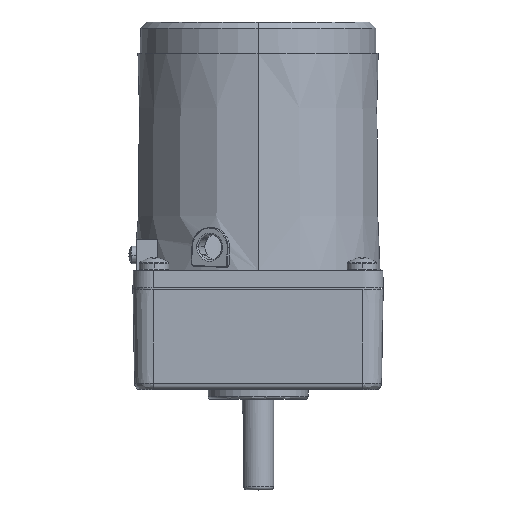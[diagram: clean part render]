
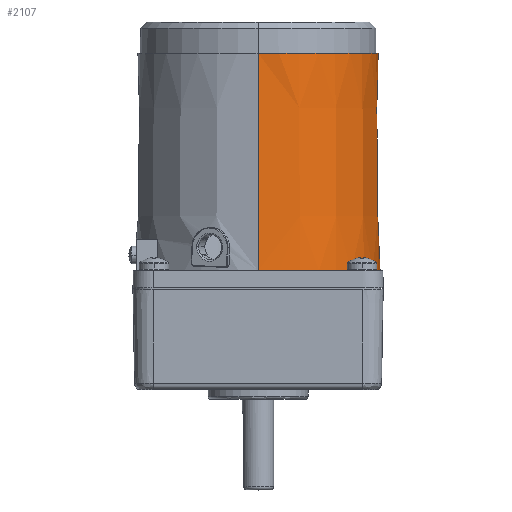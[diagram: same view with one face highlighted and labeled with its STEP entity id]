
A CAD part, top view. The second image highlights one B-rep face of the part: STEP entity #2107.
In plain terms, the highlighted conical face has half-angle 0.5 degrees and reference radius 39 mm.
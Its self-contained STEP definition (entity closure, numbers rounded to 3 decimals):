
#2107 = ADVANCED_FACE ( 'NONE', ( #10702 ), #10704, .T. ) ;
#2108 = ORIENTED_EDGE ( 'NONE', *, *, #2109, .T. ) ;
#2109 = EDGE_CURVE ( 'NONE', #2110, #2111, #10747, .T. ) ;
#2110 = VERTEX_POINT ( 'NONE', #10742 ) ;
#2111 = VERTEX_POINT ( 'NONE', #10741 ) ;
#2112 = ORIENTED_EDGE ( 'NONE', *, *, #2113, .T. ) ;
#2113 = EDGE_CURVE ( 'NONE', #2111, #2114, #10740, .T. ) ;
#2114 = VERTEX_POINT ( 'NONE', #10736 ) ;
#2115 = ORIENTED_EDGE ( 'NONE', *, *, #2116, .T. ) ;
#2116 = EDGE_CURVE ( 'NONE', #2114, #2117, #10735, .T. ) ;
#2117 = VERTEX_POINT ( 'NONE', #10730 ) ;
#2118 = ORIENTED_EDGE ( 'NONE', *, *, #2119, .F. ) ;
#2119 = EDGE_CURVE ( 'NONE', #2110, #2117, #10729, .T. ) ;
#2135 = EDGE_LOOP ( 'NONE', ( #2108, #2112, #2115, #2118 ) ) ;
#10698 = DIRECTION ( 'NONE',  ( 0., -1., 0. ) ) ;
#10699 = CARTESIAN_POINT ( 'NONE',  ( 0., 0., 0. ) ) ;
#10700 = AXIS2_PLACEMENT_3D ( 'NONE', #10699, #10698, #10748 ) ;
#10702 = FACE_OUTER_BOUND ( 'NONE', #2135, .T. ) ;
#10704 = CONICAL_SURFACE ( 'NONE', #10700, 39., 0.009 ) ;
#10729 = LINE ( 'NONE', #10781, #10780 ) ;
#10730 = CARTESIAN_POINT ( 'NONE',  ( 0., 0., -39. ) ) ;
#10731 = DIRECTION ( 'NONE',  ( 0., 0., -1. ) ) ;
#10732 = DIRECTION ( 'NONE',  ( 0., 1., 0. ) ) ;
#10733 = CARTESIAN_POINT ( 'NONE',  ( 0., 0., 0. ) ) ;
#10734 = AXIS2_PLACEMENT_3D ( 'NONE', #10733, #10732, #10731 ) ;
#10735 = CIRCLE ( 'NONE', #10734, 39. ) ;
#10736 = CARTESIAN_POINT ( 'NONE',  ( 0., 0., 39. ) ) ;
#10737 = DIRECTION ( 'NONE',  ( 0., -1., 0.009 ) ) ;
#10738 = VECTOR ( 'NONE', #10737, 1000. ) ;
#10739 = CARTESIAN_POINT ( 'NONE',  ( 0., 0., 39. ) ) ;
#10740 = LINE ( 'NONE', #10739, #10738 ) ;
#10741 = CARTESIAN_POINT ( 'NONE',  ( 0., 69.5, 38.393 ) ) ;
#10742 = CARTESIAN_POINT ( 'NONE',  ( 0., 69.5, -38.393 ) ) ;
#10743 = DIRECTION ( 'NONE',  ( 0., 0., -1. ) ) ;
#10744 = DIRECTION ( 'NONE',  ( 0., -1., 0. ) ) ;
#10745 = CARTESIAN_POINT ( 'NONE',  ( 0., 69.5, 0. ) ) ;
#10746 = AXIS2_PLACEMENT_3D ( 'NONE', #10745, #10744, #10743 ) ;
#10747 = CIRCLE ( 'NONE', #10746, 38.393 ) ;
#10748 = DIRECTION ( 'NONE',  ( 0., 0., -1. ) ) ;
#10779 = DIRECTION ( 'NONE',  ( 0., -1., -0.009 ) ) ;
#10780 = VECTOR ( 'NONE', #10779, 1000. ) ;
#10781 = CARTESIAN_POINT ( 'NONE',  ( 0., 0., -39. ) ) ;
